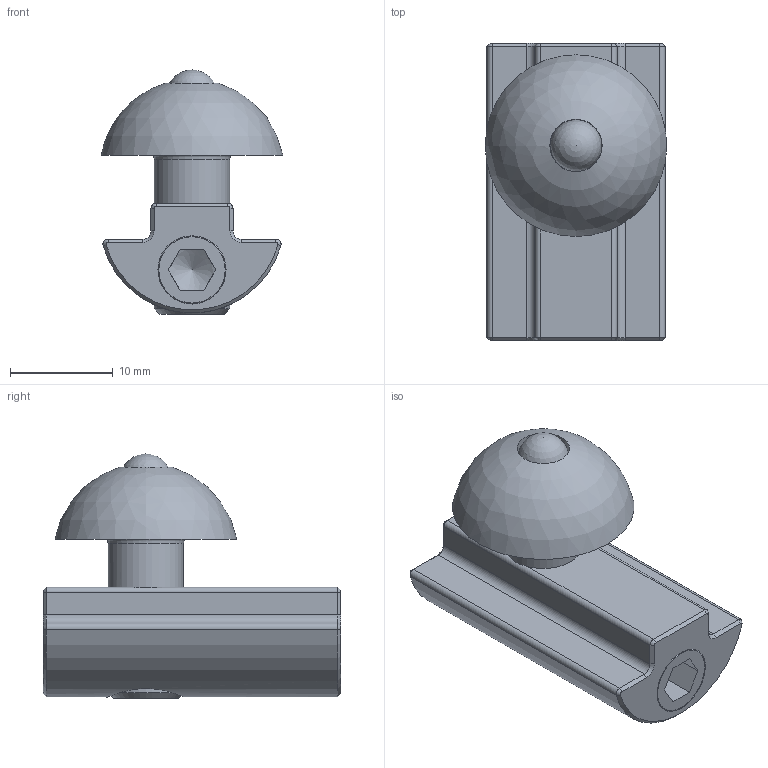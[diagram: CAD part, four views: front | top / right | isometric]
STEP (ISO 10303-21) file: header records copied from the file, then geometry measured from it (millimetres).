
FILE_DESCRIPTION(/* description */ (''),/* implementation_level */ '2;1');
FILE_NAME(/* name */ '13288_KriTec_Parallel_Spanner_8.stp',/* time_stamp */ '2016-06-27T15:19:52+02:00',/* author */ ('Steiner'),/* organization */ (''),/* preprocessor_version */ 'ST-DEVELOPER v16.1',/* originating_system */ 'Autodesk Inventor 2016',/* authorisation */ '');
FILE_SCHEMA (('AUTOMOTIVE_DESIGN { 1 0 10303 214 3 1 1 }'));
Length unit declared in the file: millimetre
Products named in the file (7): Nutenstein; ME1618101_A; MK5100000_A; MK2402100_A; Spanner; Gewindestift; 13288_KriTec_Parallel_Spanner_8
Assembly tree (6 placements, depth 3):
  13288_KriTec_Parallel_Spanner_8
    Nutenstein
    Spanner
      ME1618101_A
      MK5100000_A
      MK2402100_A
    Gewindestift
Bounding box: 17.7 x 29 x 23.8 mm (x, y, z)
Volume: 4521 mm3; surface area: 3668.4 mm2
Topology: 5 solids, 5 shells, 66 faces, 147 edges, 87 vertices
Faces by surface type: plane 29, cone 21, cylinder 12, sphere 2, torus 1, bspline 1
Full cylindrical faces by diameter (mm): 5.1 x1, 6.647 x1, 7.35 x1, 7.5 x1, 8 x1
Entity records: 2673 total; most frequent: CARTESIAN_POINT 1061, DIRECTION 312, ORIENTED_EDGE 254, EDGE_CURVE 127, AXIS2_PLACEMENT_3D 121, VERTEX_POINT 83, EDGE_LOOP 82, STYLED_ITEM 71
